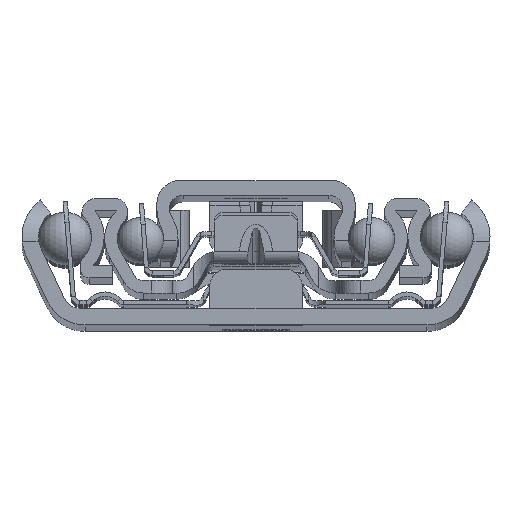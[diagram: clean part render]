
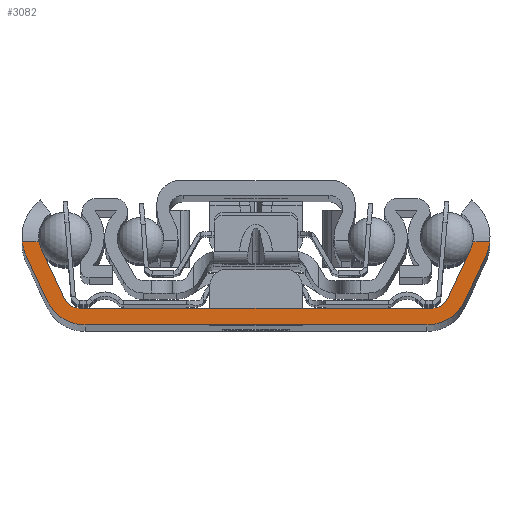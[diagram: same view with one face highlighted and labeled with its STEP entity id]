
A CAD part, top view. The second image highlights one B-rep face of the part: STEP entity #3082.
In plain terms, the highlighted planar face has unit normal (0, 0, 1).
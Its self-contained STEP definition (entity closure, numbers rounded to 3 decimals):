
#36=DIRECTION('',(1.,0.,0.));
#37=VECTOR('',#36,2.009);
#38=CARTESIAN_POINT('',(-27.867,9.9,0.));
#39=LINE('',#38,#37);
#40=CARTESIAN_POINT('',(-22.41,10.5,0.));
#41=DIRECTION('',(0.,0.,-1.));
#42=DIRECTION('',(-0.906,-0.423,0.));
#43=AXIS2_PLACEMENT_3D('',#40,#41,#42);
#45=DIRECTION('',(-0.423,0.906,0.));
#46=VECTOR('',#45,6.472);
#47=CARTESIAN_POINT('',(-22.847,3.155,0.));
#48=LINE('',#47,#46);
#49=CARTESIAN_POINT('',(-21.034,4.,0.));
#50=DIRECTION('',(0.,0.,-1.));
#51=DIRECTION('',(0.,-1.,0.));
#52=AXIS2_PLACEMENT_3D('',#49,#50,#51);
#54=DIRECTION('',(-1.,0.,0.));
#55=VECTOR('',#54,42.068);
#56=CARTESIAN_POINT('',(21.034,2.,0.));
#57=LINE('',#56,#55);
#58=CARTESIAN_POINT('',(21.034,4.,0.));
#59=DIRECTION('',(0.,0.,-1.));
#60=DIRECTION('',(0.906,-0.423,0.));
#61=AXIS2_PLACEMENT_3D('',#58,#59,#60);
#63=DIRECTION('',(-0.423,-0.906,0.));
#64=VECTOR('',#63,6.472);
#65=CARTESIAN_POINT('',(25.582,9.021,0.));
#66=LINE('',#65,#64);
#67=CARTESIAN_POINT('',(22.41,10.5,0.));
#68=DIRECTION('',(0.,0.,-1.));
#69=DIRECTION('',(0.985,-0.171,0.));
#70=AXIS2_PLACEMENT_3D('',#67,#68,#69);
#72=DIRECTION('',(1.,0.,0.));
#73=VECTOR('',#72,2.009);
#74=CARTESIAN_POINT('',(25.858,9.9,0.));
#75=LINE('',#74,#73);
#76=CARTESIAN_POINT('',(22.41,10.5,0.));
#77=DIRECTION('',(0.,0.,1.));
#78=DIRECTION('',(0.906,-0.423,0.));
#79=AXIS2_PLACEMENT_3D('',#76,#77,#78);
#81=DIRECTION('',(0.423,0.906,0.));
#82=VECTOR('',#81,5.84);
#83=CARTESIAN_POINT('',(24.918,2.887,0.));
#84=LINE('',#83,#82);
#85=CARTESIAN_POINT('',(20.386,5.,0.));
#86=DIRECTION('',(0.,0.,1.));
#87=DIRECTION('',(0.,-1.,0.));
#88=AXIS2_PLACEMENT_3D('',#85,#86,#87);
#90=DIRECTION('',(1.,0.,0.));
#91=VECTOR('',#90,40.772);
#92=CARTESIAN_POINT('',(-20.386,0.,0.));
#93=LINE('',#92,#91);
#94=CARTESIAN_POINT('',(-20.386,5.,0.));
#95=DIRECTION('',(0.,0.,1.));
#96=DIRECTION('',(-0.906,-0.423,0.));
#97=AXIS2_PLACEMENT_3D('',#94,#95,#96);
#99=DIRECTION('',(0.423,-0.906,0.));
#100=VECTOR('',#99,5.84);
#101=CARTESIAN_POINT('',(-27.386,8.18,0.));
#102=LINE('',#101,#100);
#103=CARTESIAN_POINT('',(-22.41,10.5,0.));
#104=DIRECTION('',(0.,0.,1.));
#105=DIRECTION('',(-0.994,-0.109,0.));
#106=AXIS2_PLACEMENT_3D('',#103,#104,#105);
#2597=CARTESIAN_POINT('',(-21.034,2.,0.));
#2598=CARTESIAN_POINT('',(-22.847,3.155,0.));
#2599=VERTEX_POINT('',#2597);
#2600=VERTEX_POINT('',#2598);
#2601=CARTESIAN_POINT('',(-25.582,9.021,0.));
#2602=VERTEX_POINT('',#2601);
#2603=CARTESIAN_POINT('',(-27.386,8.18,0.));
#2604=CARTESIAN_POINT('',(-24.918,2.887,0.));
#2605=VERTEX_POINT('',#2603);
#2606=VERTEX_POINT('',#2604);
#2607=CARTESIAN_POINT('',(-20.386,0.,0.));
#2608=VERTEX_POINT('',#2607);
#2609=CARTESIAN_POINT('',(20.386,0.,0.));
#2610=VERTEX_POINT('',#2609);
#2611=CARTESIAN_POINT('',(24.918,2.887,0.));
#2612=VERTEX_POINT('',#2611);
#2613=CARTESIAN_POINT('',(27.386,8.18,0.));
#2614=VERTEX_POINT('',#2613);
#2615=CARTESIAN_POINT('',(25.582,9.021,0.));
#2616=CARTESIAN_POINT('',(22.847,3.155,0.));
#2617=VERTEX_POINT('',#2615);
#2618=VERTEX_POINT('',#2616);
#2619=CARTESIAN_POINT('',(21.034,2.,0.));
#2620=VERTEX_POINT('',#2619);
#2709=CARTESIAN_POINT('',(-27.867,9.9,0.));
#2710=CARTESIAN_POINT('',(-25.858,9.9,0.));
#2711=VERTEX_POINT('',#2709);
#2712=VERTEX_POINT('',#2710);
#2713=CARTESIAN_POINT('',(25.858,9.9,0.));
#2714=CARTESIAN_POINT('',(27.867,9.9,0.));
#2715=VERTEX_POINT('',#2713);
#2716=VERTEX_POINT('',#2714);
#3043=CARTESIAN_POINT('',(0.,0.,0.));
#3044=DIRECTION('',(0.,0.,1.));
#3045=DIRECTION('',(1.,0.,0.));
#3046=AXIS2_PLACEMENT_3D('',#3043,#3044,#3045);
#3047=PLANE('',#3046);
#3049=ORIENTED_EDGE('',*,*,#3048,.T.);
#3051=ORIENTED_EDGE('',*,*,#3050,.F.);
#3053=ORIENTED_EDGE('',*,*,#3052,.F.);
#3055=ORIENTED_EDGE('',*,*,#3054,.F.);
#3057=ORIENTED_EDGE('',*,*,#3056,.F.);
#3059=ORIENTED_EDGE('',*,*,#3058,.F.);
#3061=ORIENTED_EDGE('',*,*,#3060,.F.);
#3063=ORIENTED_EDGE('',*,*,#3062,.F.);
#3065=ORIENTED_EDGE('',*,*,#3064,.T.);
#3067=ORIENTED_EDGE('',*,*,#3066,.F.);
#3069=ORIENTED_EDGE('',*,*,#3068,.F.);
#3071=ORIENTED_EDGE('',*,*,#3070,.F.);
#3073=ORIENTED_EDGE('',*,*,#3072,.F.);
#3075=ORIENTED_EDGE('',*,*,#3074,.F.);
#3077=ORIENTED_EDGE('',*,*,#3076,.F.);
#3079=ORIENTED_EDGE('',*,*,#3078,.F.);
#3080=EDGE_LOOP('',(#3049,#3051,#3053,#3055,#3057,#3059,#3061,#3063,#3065,#3067,
#3069,#3071,#3073,#3075,#3077,#3079));
#3081=FACE_OUTER_BOUND('',#3080,.F.);
#3082=ADVANCED_FACE('',(#3081),#3047,.T.);
#44=CIRCLE('',#43,3.5);
#53=CIRCLE('',#52,2.);
#62=CIRCLE('',#61,2.);
#71=CIRCLE('',#70,3.5);
#80=CIRCLE('',#79,5.49);
#89=CIRCLE('',#88,5.);
#98=CIRCLE('',#97,5.);
#107=CIRCLE('',#106,5.49);
#3048=EDGE_CURVE('',#2711,#2712,#39,.T.);
#3050=EDGE_CURVE('',#2602,#2712,#44,.T.);
#3052=EDGE_CURVE('',#2600,#2602,#48,.T.);
#3054=EDGE_CURVE('',#2599,#2600,#53,.T.);
#3056=EDGE_CURVE('',#2620,#2599,#57,.T.);
#3058=EDGE_CURVE('',#2618,#2620,#62,.T.);
#3060=EDGE_CURVE('',#2617,#2618,#66,.T.);
#3062=EDGE_CURVE('',#2715,#2617,#71,.T.);
#3064=EDGE_CURVE('',#2715,#2716,#75,.T.);
#3066=EDGE_CURVE('',#2614,#2716,#80,.T.);
#3068=EDGE_CURVE('',#2612,#2614,#84,.T.);
#3070=EDGE_CURVE('',#2610,#2612,#89,.T.);
#3072=EDGE_CURVE('',#2608,#2610,#93,.T.);
#3074=EDGE_CURVE('',#2606,#2608,#98,.T.);
#3076=EDGE_CURVE('',#2605,#2606,#102,.T.);
#3078=EDGE_CURVE('',#2711,#2605,#107,.T.);
